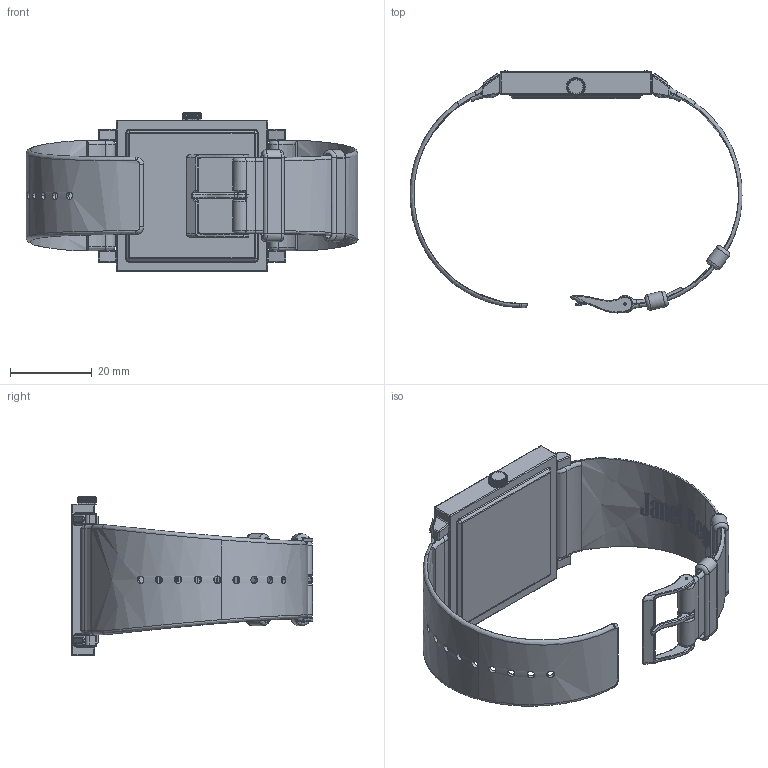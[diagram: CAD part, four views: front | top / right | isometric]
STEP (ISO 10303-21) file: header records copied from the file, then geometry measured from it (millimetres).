
FILE_DESCRIPTION(('FreeCAD Model'),'2;1');
FILE_NAME('Open CASCADE Shape Model','2025-05-04T12:26:39',('FreeCAD'),( 'FreeCAD'),'Open CASCADE STEP processor 7.6','FreeCAD','Unknown');
FILE_SCHEMA(('AUTOMOTIVE_DESIGN { 1 0 10303 214 1 1 1 1 }'));
Products named in the file (1): Open CASCADE STEP translator 7.6 1
Bounding box: 81.17 x 59.12 x 38.9 mm (x, y, z)
Volume: 12226.9 mm3; surface area: 17873.8 mm2
Topology: 7 solids, 7 shells, 3321 faces, 8744 edges, 5584 vertices
Faces by surface type: bspline 3321
Entity records: 141505 total; most frequent: CARTESIAN_POINT 90428, ORIENTED_EDGE 17414, EDGE_CURVE 8707, B_SPLINE_CURVE_WITH_KNOTS 6758, VERTEX_POINT 5584, FACE_BOUND 3539, EDGE_LOOP 3539, ADVANCED_FACE 3321
